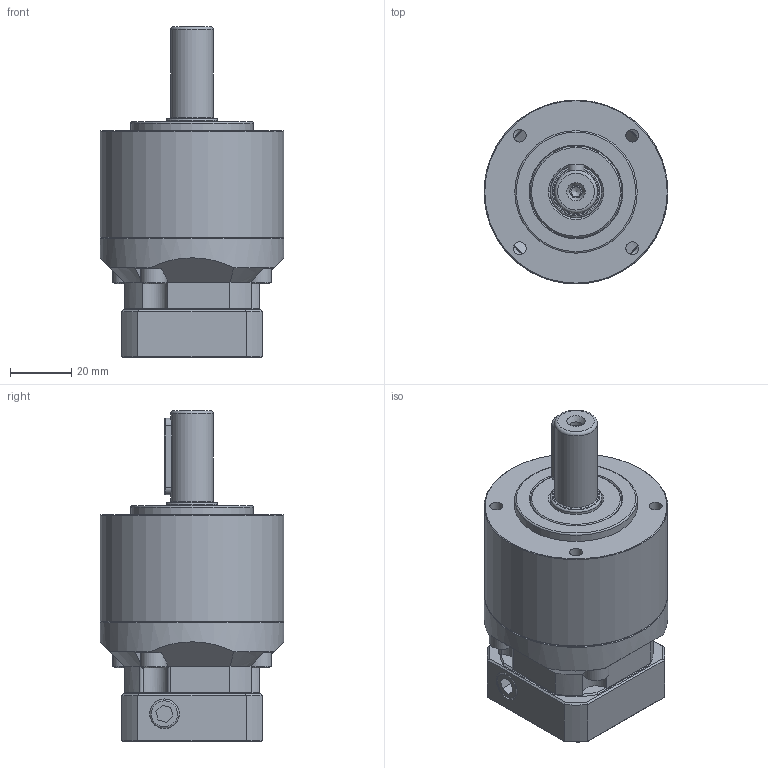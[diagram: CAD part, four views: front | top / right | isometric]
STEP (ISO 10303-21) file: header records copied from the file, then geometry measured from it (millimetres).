
FILE_DESCRIPTION((''),'2;1');
FILE_NAME('KSN60-1 (S11)-1.stp','2013-11-28T16:51:41',('young'),(''),'Autodesk Inventor 2012','Autodesk Inventor 2012','');
FILE_SCHEMA(('AUTOMOTIVE_DESIGN { 1 0 10303 214 1 1 1 1 }'));
Length unit declared in the file: millimetre
Products named in the file (6): KSN60-1 (S11)-1; KSN60-1 (S11); 44-BK(KP13); KSN60-Set Collar-S11; BS 4168 : 부품 1 6각 소켓 머리 캡 나사 - 미터 M3 x 12; BS 4168 : 부품 1 6각 소켓 머리 캡 나사 - 미터 M4 x 12
Assembly tree (8 placements, depth 2):
  KSN60-1 (S11)-1
    KSN60-1 (S11)
    44-BK(KP13)
    KSN60-Set Collar-S11
    BS 4168 : 부품 1 6각 소켓 머리 캡 나사 - 미터 M3 x 12
    BS 4168 : 부품 1 6각 소켓 머리 캡 나사 - 미터 M4 x 12  x4
Bounding box: 60 x 60 x 108 mm (x, y, z)
Volume: 85729.4 mm3; surface area: 53164.7 mm2
Topology: 19 solids, 19 shells, 443 faces, 1045 edges, 666 vertices
Faces by surface type: plane 219, cylinder 105, cone 92, torus 23, bspline 4
Full cylindrical faces by diameter (mm): 3 x1, 3.3 x11, 4 x5, 4.2 x4, 4.5 x4, 5 x4, 5.2 x4, 5.5 x1, 6 x1, 7 x4, 7.5 x4, 8.5 x4, 9.5 x2, 11 x1, 11.1 x1, 12.817 x1, 14 x1, 16.8 x1, 17 x1, 19.8 x1, 20 x1, 22.2 x1, 24 x1, 27.4 x1, 28 x1, 30 x7, 32 x2, 34.826 x1, 40 x1, 54.07 x1
Entity records: 11420 total; most frequent: CARTESIAN_POINT 2642, DIRECTION 1817, ORIENTED_EDGE 1546, EDGE_CURVE 773, AXIS2_PLACEMENT_3D 740, EDGE_LOOP 599, VERTEX_POINT 564, FACE_OUTER_BOUND 398
